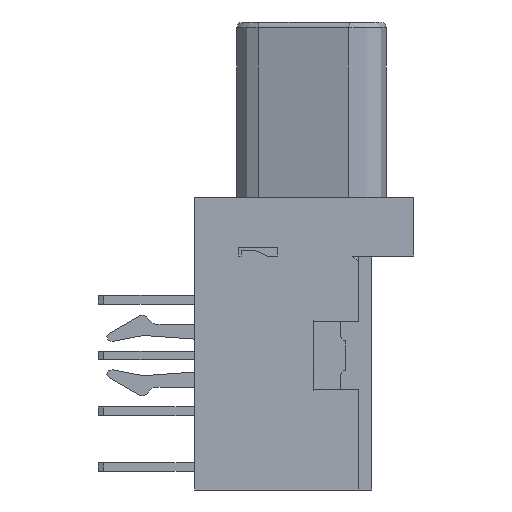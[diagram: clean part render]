
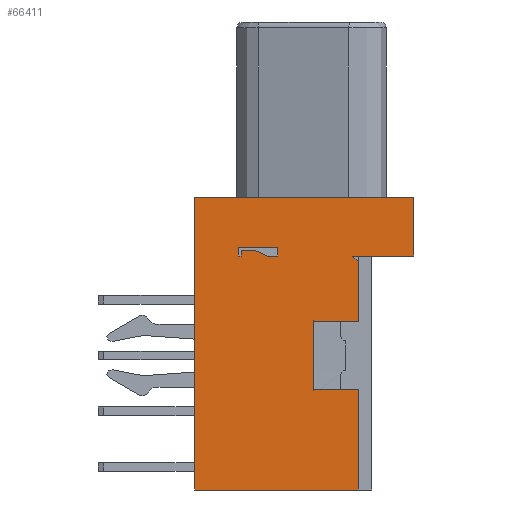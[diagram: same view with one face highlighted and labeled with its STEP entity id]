
A CAD part, left-side view. The second image highlights one B-rep face of the part: STEP entity #66411.
In plain terms, the highlighted planar face has unit normal (-1, 0, 0).
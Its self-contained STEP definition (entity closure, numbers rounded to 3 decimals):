
#11471=CARTESIAN_POINT('',(-15.185,-3.5,0.));
#11472=VERTEX_POINT('',#11471);
#11489=CARTESIAN_POINT('',(-15.185,4.,0.));
#11490=VERTEX_POINT('',#11489);
#11497=CARTESIAN_POINT('',(-15.185,-3.5,0.));
#11498=DIRECTION('',(0.,1.,0.));
#11499=VECTOR('',#11498,7.5);
#11500=LINE('',#11497,#11499);
#11501=EDGE_CURVE('',#11472,#11490,#11500,.T.);
#12266=CARTESIAN_POINT('',(-15.185,1.15,-1.7));
#12267=VERTEX_POINT('',#12266);
#12275=CARTESIAN_POINT('',(-15.185,1.15,-2.));
#12276=VERTEX_POINT('',#12275);
#12283=CARTESIAN_POINT('',(-15.185,1.15,-1.7));
#12284=DIRECTION('',(0.,0.,-1.));
#12285=VECTOR('',#12284,0.3);
#12286=LINE('',#12283,#12285);
#12287=EDGE_CURVE('',#12267,#12276,#12286,.T.);
#12297=CARTESIAN_POINT('',(-15.185,2.5,-2.));
#12298=VERTEX_POINT('',#12297);
#12306=CARTESIAN_POINT('',(-15.185,2.5,-1.7));
#12307=VERTEX_POINT('',#12306);
#12314=CARTESIAN_POINT('',(-15.185,2.5,-2.));
#12315=DIRECTION('',(0.,0.,1.));
#12316=VECTOR('',#12315,0.3);
#12317=LINE('',#12314,#12316);
#12318=EDGE_CURVE('',#12298,#12307,#12317,.T.);
#12331=CARTESIAN_POINT('',(-15.185,2.5,-1.7));
#12332=DIRECTION('',(0.,-1.,0.));
#12333=VECTOR('',#12332,1.35);
#12334=LINE('',#12331,#12333);
#12335=EDGE_CURVE('',#12307,#12267,#12334,.T.);
#12679=CARTESIAN_POINT('',(-15.185,4.,-10.));
#12680=VERTEX_POINT('',#12679);
#12687=CARTESIAN_POINT('',(-15.185,4.,0.));
#12688=DIRECTION('',(0.,0.,-1.));
#12689=VECTOR('',#12688,10.);
#12690=LINE('',#12687,#12689);
#12691=EDGE_CURVE('',#11490,#12680,#12690,.T.);
#13184=CARTESIAN_POINT('',(-15.185,-3.5,-2.));
#13185=VERTEX_POINT('',#13184);
#13186=CARTESIAN_POINT('',(-15.185,-3.5,-2.));
#13187=DIRECTION('',(0.,0.,1.));
#13188=VECTOR('',#13187,2.);
#13189=LINE('',#13186,#13188);
#13190=EDGE_CURVE('',#13185,#11472,#13189,.T.);
#33570=CARTESIAN_POINT('',(-15.185,-1.4,-2.));
#33571=VERTEX_POINT('',#33570);
#33572=CARTESIAN_POINT('',(-15.185,-1.4,-2.));
#33573=DIRECTION('',(0.,-1.,0.));
#33574=VECTOR('',#33573,2.1);
#33575=LINE('',#33572,#33574);
#33576=EDGE_CURVE('',#33571,#13185,#33575,.T.);
#55389=CARTESIAN_POINT('',(-15.185,-1.6,-2.2));
#55390=VERTEX_POINT('',#55389);
#55391=CARTESIAN_POINT('',(-15.185,-1.4,-2.));
#55392=DIRECTION('',(0.,-0.707,-0.707));
#55393=VECTOR('',#55392,0.283);
#55394=LINE('',#55391,#55393);
#55395=EDGE_CURVE('',#33571,#55390,#55394,.T.);
#66310=CARTESIAN_POINT('',(-15.185,0.25,-5.));
#66311=DIRECTION('',(0.,1.,0.));
#66312=DIRECTION('',(-1.,0.,0.));
#66313=AXIS2_PLACEMENT_3D('',#66310,#66312,#66311);
#66314=PLANE('',#66313);
#66315=ORIENTED_EDGE('',*,*,#55395,.F.);
#66316=ORIENTED_EDGE('',*,*,#33576,.T.);
#66317=ORIENTED_EDGE('',*,*,#13190,.T.);
#66318=ORIENTED_EDGE('',*,*,#11501,.T.);
#66319=ORIENTED_EDGE('',*,*,#12691,.T.);
#66320=CARTESIAN_POINT('',(-15.185,-1.6,-10.));
#66321=VERTEX_POINT('',#66320);
#66322=CARTESIAN_POINT('',(-15.185,-1.6,-10.));
#66323=DIRECTION('',(0.,1.,0.));
#66324=VECTOR('',#66323,5.6);
#66325=LINE('',#66322,#66324);
#66326=EDGE_CURVE('',#66321,#12680,#66325,.T.);
#66327=ORIENTED_EDGE('',*,*,#66326,.F.);
#66328=CARTESIAN_POINT('',(-15.185,-1.6,-6.58));
#66329=VERTEX_POINT('',#66328);
#66330=CARTESIAN_POINT('',(-15.185,-1.6,-10.));
#66331=DIRECTION('',(0.,0.,1.));
#66332=VECTOR('',#66331,3.42);
#66333=LINE('',#66330,#66332);
#66334=EDGE_CURVE('',#66321,#66329,#66333,.T.);
#66335=ORIENTED_EDGE('',*,*,#66334,.T.);
#66336=CARTESIAN_POINT('',(-15.185,-0.05,-6.58));
#66337=VERTEX_POINT('',#66336);
#66338=CARTESIAN_POINT('',(-15.185,-1.6,-6.58));
#66339=DIRECTION('',(0.,1.,0.));
#66340=VECTOR('',#66339,1.55);
#66341=LINE('',#66338,#66340);
#66342=EDGE_CURVE('',#66329,#66337,#66341,.T.);
#66343=ORIENTED_EDGE('',*,*,#66342,.T.);
#66344=CARTESIAN_POINT('',(-15.185,-0.05,-4.23));
#66345=VERTEX_POINT('',#66344);
#66346=CARTESIAN_POINT('',(-15.185,-0.05,-6.58));
#66347=DIRECTION('',(0.,0.,1.));
#66348=VECTOR('',#66347,2.35);
#66349=LINE('',#66346,#66348);
#66350=EDGE_CURVE('',#66337,#66345,#66349,.T.);
#66351=ORIENTED_EDGE('',*,*,#66350,.T.);
#66352=CARTESIAN_POINT('',(-15.185,-1.6,-4.23));
#66353=VERTEX_POINT('',#66352);
#66354=CARTESIAN_POINT('',(-15.185,-0.05,-4.23));
#66355=DIRECTION('',(0.,-1.,0.));
#66356=VECTOR('',#66355,1.55);
#66357=LINE('',#66354,#66356);
#66358=EDGE_CURVE('',#66345,#66353,#66357,.T.);
#66359=ORIENTED_EDGE('',*,*,#66358,.T.);
#66360=CARTESIAN_POINT('',(-15.185,-1.6,-4.23));
#66361=DIRECTION('',(0.,0.,1.));
#66362=VECTOR('',#66361,2.03);
#66363=LINE('',#66360,#66362);
#66364=EDGE_CURVE('',#66353,#55390,#66363,.T.);
#66365=ORIENTED_EDGE('',*,*,#66364,.T.);
#66366=EDGE_LOOP('',(#66315,#66316,#66317,#66318,#66319,#66327,#66335,#66343,#66351,#66359,#66365));
#66367=FACE_OUTER_BOUND('',#66366,.T.);
#66368=CARTESIAN_POINT('',(-15.185,1.5,-2.));
#66369=VERTEX_POINT('',#66368);
#66370=CARTESIAN_POINT('',(-15.185,1.5,-2.));
#66371=DIRECTION('',(0.,-1.,0.));
#66372=VECTOR('',#66371,0.35);
#66373=LINE('',#66370,#66372);
#66374=EDGE_CURVE('',#66369,#12276,#66373,.T.);
#66375=ORIENTED_EDGE('',*,*,#66374,.F.);
#66376=CARTESIAN_POINT('',(-15.185,1.95,-1.8));
#66377=VERTEX_POINT('',#66376);
#66378=CARTESIAN_POINT('',(-15.185,1.95,-1.8));
#66379=DIRECTION('',(0.,-0.914,-0.406));
#66380=VECTOR('',#66379,0.492);
#66381=LINE('',#66378,#66380);
#66382=EDGE_CURVE('',#66377,#66369,#66381,.T.);
#66383=ORIENTED_EDGE('',*,*,#66382,.F.);
#66384=CARTESIAN_POINT('',(-15.185,2.4,-1.8));
#66385=VERTEX_POINT('',#66384);
#66386=CARTESIAN_POINT('',(-15.185,2.4,-1.8));
#66387=DIRECTION('',(0.,-1.,0.));
#66388=VECTOR('',#66387,0.45);
#66389=LINE('',#66386,#66388);
#66390=EDGE_CURVE('',#66385,#66377,#66389,.T.);
#66391=ORIENTED_EDGE('',*,*,#66390,.F.);
#66392=CARTESIAN_POINT('',(-15.185,2.4,-2.));
#66393=VERTEX_POINT('',#66392);
#66394=CARTESIAN_POINT('',(-15.185,2.4,-2.));
#66395=DIRECTION('',(0.,0.,1.));
#66396=VECTOR('',#66395,0.2);
#66397=LINE('',#66394,#66396);
#66398=EDGE_CURVE('',#66393,#66385,#66397,.T.);
#66399=ORIENTED_EDGE('',*,*,#66398,.F.);
#66400=CARTESIAN_POINT('',(-15.185,2.5,-2.));
#66401=DIRECTION('',(0.,-1.,0.));
#66402=VECTOR('',#66401,0.1);
#66403=LINE('',#66400,#66402);
#66404=EDGE_CURVE('',#12298,#66393,#66403,.T.);
#66405=ORIENTED_EDGE('',*,*,#66404,.F.);
#66406=ORIENTED_EDGE('',*,*,#12318,.T.);
#66407=ORIENTED_EDGE('',*,*,#12335,.T.);
#66408=ORIENTED_EDGE('',*,*,#12287,.T.);
#66409=EDGE_LOOP('',(#66375,#66383,#66391,#66399,#66405,#66406,#66407,#66408));
#66410=FACE_BOUND('',#66409,.T.);
#66411=ADVANCED_FACE('',(#66367,#66410),#66314,.T.);
